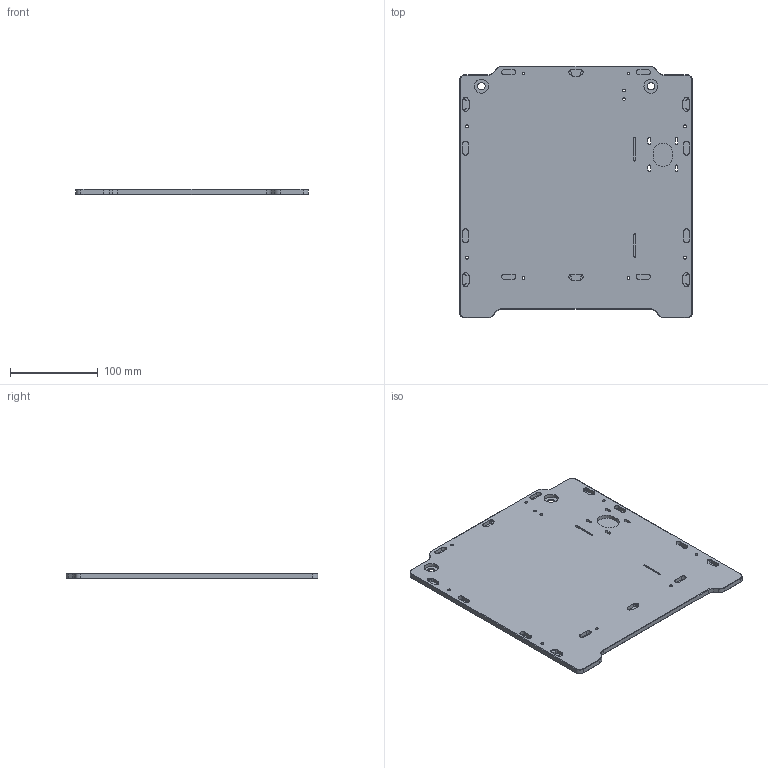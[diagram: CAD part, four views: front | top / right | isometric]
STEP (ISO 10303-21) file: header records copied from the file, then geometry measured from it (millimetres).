
FILE_DESCRIPTION (( 'STEP AP203' ), '1' );
FILE_NAME ('1712-01.STEP', '2014-11-19T13:36:56', ( '' ), ( '' ), 'SwSTEP 2.0', 'SolidWorks 2014', '' );
FILE_SCHEMA (( 'CONFIG_CONTROL_DESIGN' ));
Length unit declared in the file: millimetre
Products named in the file (1): 1712-01
Bounding box: 265.7 x 287.5 x 6 mm (x, y, z)
Volume: 430650.3 mm3; surface area: 157607.5 mm2
Topology: 1 solids, 1 shells, 269 faces, 672 edges, 424 vertices
Faces by surface type: plane 123, cylinder 122, cone 24
Entity records: 8159 total; most frequent: DIRECTION 1480, CARTESIAN_POINT 1366, ORIENTED_EDGE 1344, EDGE_CURVE 672, AXIS2_PLACEMENT_3D 538, VERTEX_POINT 424, LINE 404, VECTOR 404
